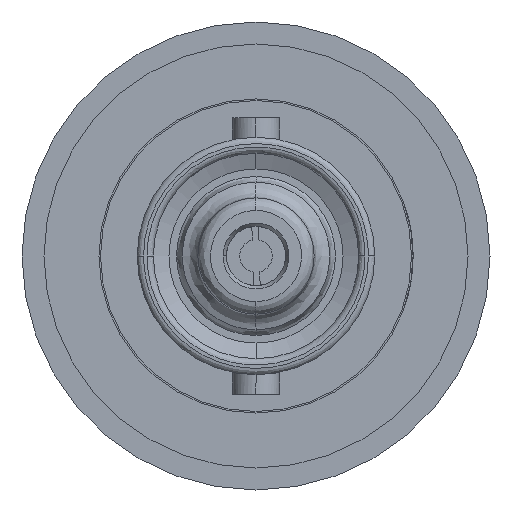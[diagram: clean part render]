
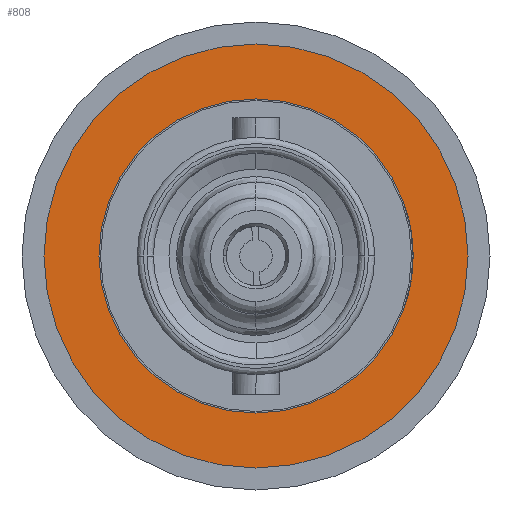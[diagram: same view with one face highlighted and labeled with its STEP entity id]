
A CAD part, left-side view. The second image highlights one B-rep face of the part: STEP entity #808.
In plain terms, the highlighted planar face has unit normal (-1, 0, 0).
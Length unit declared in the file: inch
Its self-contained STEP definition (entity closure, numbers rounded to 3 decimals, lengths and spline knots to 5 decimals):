
#173 = AXIS2_PLACEMENT_3D ( 'NONE', #2919, #2920, #2921 ) ;
#191 = AXIS2_PLACEMENT_3D ( 'NONE', #2916, #2917, #2918 ) ;
#198 = CIRCLE ( 'NONE', #173, 0.25 ) ;
#216 = CIRCLE ( 'NONE', #191, 0.3375 ) ;
#227 = EDGE_LOOP ( 'NONE', ( #5286, #5280 ) ) ;
#277 = EDGE_LOOP ( 'NONE', ( #5290, #5289 ) ) ;
#808 = ADVANCED_FACE ( 'NONE', ( #4825, #4826 ), #4827, .F. ) ;
#1113 = CIRCLE ( 'NONE', #1117, 0.25 ) ;
#1117 = AXIS2_PLACEMENT_3D ( 'NONE', #8627, #8628, #8629 ) ;
#2916 = CARTESIAN_POINT ( 'NONE',  ( -0.35, 0., 0. ) ) ;
#2917 = DIRECTION ( 'NONE',  ( -1., 0., 0. ) ) ;
#2918 = DIRECTION ( 'NONE',  ( 0., 0., 1. ) ) ;
#2919 = CARTESIAN_POINT ( 'NONE',  ( -0.35, 0., 0. ) ) ;
#2920 = DIRECTION ( 'NONE',  ( -1., 0., 0. ) ) ;
#2921 = DIRECTION ( 'NONE',  ( 0., 0., 1. ) ) ;
#3000 = AXIS2_PLACEMENT_3D ( 'NONE', #4813, #4829, #4830 ) ;
#3389 = EDGE_CURVE ( 'NONE', #9504, #9358, #216, .T. ) ;
#3390 = EDGE_CURVE ( 'NONE', #9367, #9359, #198, .T. ) ;
#3921 = EDGE_CURVE ( 'NONE', #9358, #9504, #9008, .T. ) ;
#3960 = EDGE_CURVE ( 'NONE', #9359, #9367, #1113, .T. ) ;
#4315 = CARTESIAN_POINT ( 'NONE',  ( -0.35, 0., 0.25 ) ) ;
#4337 = CARTESIAN_POINT ( 'NONE',  ( -0.35, 0., -0.3375 ) ) ;
#4343 = CARTESIAN_POINT ( 'NONE',  ( -0.35, 0., -0.25 ) ) ;
#4480 = CARTESIAN_POINT ( 'NONE',  ( -0.35, 0., 0.3375 ) ) ;
#4813 = CARTESIAN_POINT ( 'NONE',  ( -0.35, 0.25, 0. ) ) ;
#4825 = FACE_BOUND ( 'NONE', #277, .T. ) ;
#4826 = FACE_OUTER_BOUND ( 'NONE', #227, .T. ) ;
#4827 = PLANE ( 'NONE',  #3000 ) ;
#4829 = DIRECTION ( 'NONE',  ( 1., 0., 0. ) ) ;
#4830 = DIRECTION ( 'NONE',  ( 0., 0., -1. ) ) ;
#5280 = ORIENTED_EDGE ( 'NONE', *, *, #3921, .T. ) ;
#5286 = ORIENTED_EDGE ( 'NONE', *, *, #3389, .T. ) ;
#5289 = ORIENTED_EDGE ( 'NONE', *, *, #3390, .F. ) ;
#5290 = ORIENTED_EDGE ( 'NONE', *, *, #3960, .F. ) ;
#8556 = CARTESIAN_POINT ( 'NONE',  ( -0.35, 0., 0. ) ) ;
#8557 = DIRECTION ( 'NONE',  ( -1., 0., 0. ) ) ;
#8558 = DIRECTION ( 'NONE',  ( 0., 0., 1. ) ) ;
#8627 = CARTESIAN_POINT ( 'NONE',  ( -0.35, 0., 0. ) ) ;
#8628 = DIRECTION ( 'NONE',  ( -1., 0., 0. ) ) ;
#8629 = DIRECTION ( 'NONE',  ( 0., 0., 1. ) ) ;
#9004 = AXIS2_PLACEMENT_3D ( 'NONE', #8556, #8557, #8558 ) ;
#9008 = CIRCLE ( 'NONE', #9004, 0.3375 ) ;
#9358 = VERTEX_POINT ( 'NONE', #4337 ) ;
#9359 = VERTEX_POINT ( 'NONE', #4315 ) ;
#9367 = VERTEX_POINT ( 'NONE', #4343 ) ;
#9504 = VERTEX_POINT ( 'NONE', #4480 ) ;
